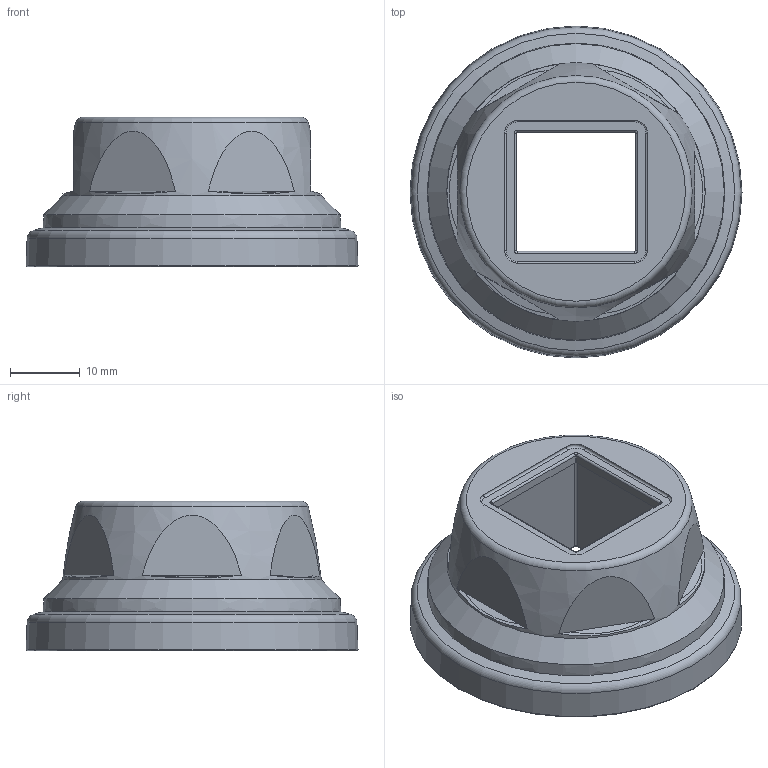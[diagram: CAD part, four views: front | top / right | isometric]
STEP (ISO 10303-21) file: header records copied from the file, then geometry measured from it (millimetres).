
FILE_DESCRIPTION(/* description */ (''),/* implementation_level */ '2;1');
FILE_NAME(/* name */ '28770.4_KDS-R_20-32.stp',/* time_stamp */ '2020-02-26T15:58:13+01:00',/* author */ (''),/* organization */ (''),/* preprocessor_version */ 'ST-DEVELOPER v16.7',/* originating_system */ 'SIEMENS PLM Software NX 12.0',/* authorisation */ '');
FILE_SCHEMA (('AUTOMOTIVE_DESIGN { 1 0 10303 214 3 1 1 1 }'));
Length unit declared in the file: millimetre
Products named in the file (1): 28770.4_KDS-R_20-32
Bounding box: 47.73 x 47.73 x 21.5 mm (x, y, z)
Volume: 13144.4 mm3; surface area: 8019.2 mm2
Topology: 1 solids, 1 shells, 91 faces, 225 edges, 146 vertices
Faces by surface type: plane 36, cylinder 22, torus 12, bspline 11, cone 10
Entity records: 7282 total; most frequent: CARTESIAN_POINT 5216, ORIENTED_EDGE 418, DIRECTION 408, EDGE_CURVE 209, AXIS2_PLACEMENT_3D 167, VERTEX_POINT 141, EDGE_LOOP 114, ADVANCED_FACE 91
